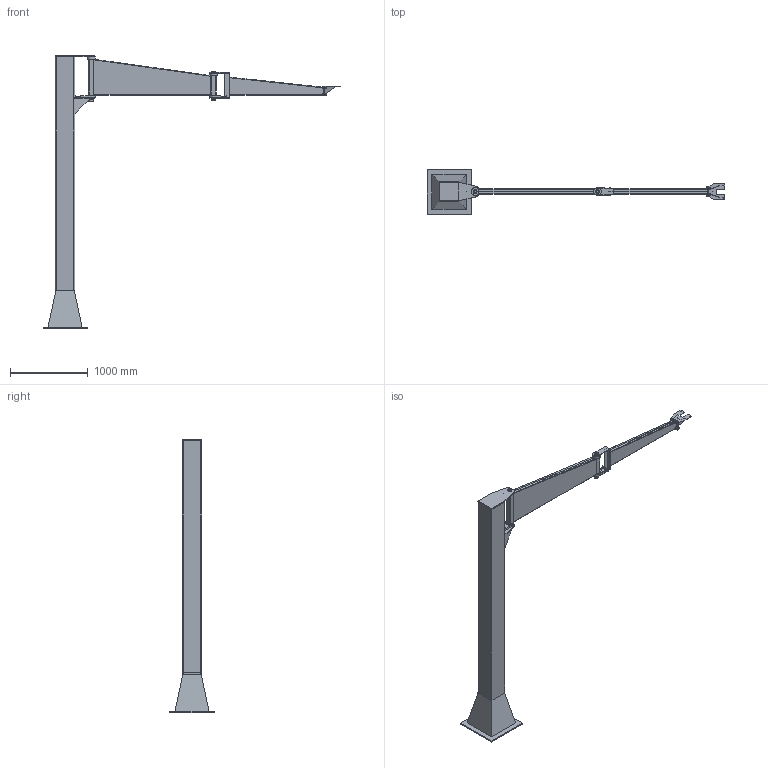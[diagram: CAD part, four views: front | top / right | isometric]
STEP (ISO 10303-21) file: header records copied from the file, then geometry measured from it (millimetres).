
FILE_DESCRIPTION(('STEP AP214'),'1');
FILE_NAME('Hymer PKH 125-3.stp','2018-02-07T08:45:09',(' '),(' '),'Spatial InterOp 3D',' ',' ');
FILE_SCHEMA(('automotive_design'));
Length unit declared in the file: millimetre
Products named in the file (79): Innre Kn_ckarm 125/3; Lagerbox III; KKR 70x70, T=5, L=460; KKR 70x70, T=5, L = 250; Hymer 125kg 3m; Axel Kn_ckarm; Axelkant III / IV; Axel III / IV; Distansbricka III / IV; Hylsa III / IV; Bultf_rband M8x65; DIN_985 M8; M6S M8x65; Yttre Kn_ckarm 125/3; Öra, Plattjärn 80x8, L=250; Plattjärn 80x8, L=315; Plattjärn 60x5, L=315; Plattjärn 50x5, L=30; Armprofil 2 125/3; Fästplatta; F_ste Typ 1; Part124; Part123; Part119; Bolt Assembly; M6S M12x40; DIN_985 M12; Bultf_rband M12x40; Broms III; Bromsback III; Gängstång M10x110; M6M M10; Tryckfjäder Ø14/10,5, L=55; PMH Pelarsvangkran Hymer 125-3; P0004-001; Förstärkningsplåt IV; Undre Fästöra IV; Övre Fästöra IV; Axelkant; Axel ...
Assembly tree (83 placements, depth 6):
  PMH Pelarsvangkran Hymer 125-3
    Hymer 125kg 3m
      Innre Kn_ckarm 125/3
        Lagerbox III  x2
        (unnamed)
        KKR 70x70, T=5, L=460
        (unnamed)
        (unnamed)
        Lagerbox III
        KKR 70x70, T=5, L = 250
      Axel Kn_ckarm
        Axelkant III / IV
        Axel III / IV
        Distansbricka III / IV
        Hylsa III / IV
        Bultf_rband M8x65
          DIN_985 M8
          M6S M8x65
      Yttre Kn_ckarm 125/3
        Öra, Plattjärn 80x8, L=250
        Öra, Plattjärn 80x8, L=250
        Plattjärn 80x8, L=315
        Plattjärn 60x5, L=315
        Plattjärn 50x5, L=30
        (unnamed)
        Armprofil 2 125/3
        (unnamed)
        Fästplatta
      F_ste Typ 1
        Part124
        Part123
        Part119
        (unnamed)
      Bultf_rband M12x40
        Bolt Assembly  x4
          M6S M12x40
          DIN_985 M12
      Broms III
        Bromsback III
        Bolt Assembly
          Gängstång M10x110
          M6M M10  x2
          Tryckfjäder Ø14/10,5, L=55
        Bolt Assembly
          Gängstång M10x110
          M6M M10
          M6M M10
          Tryckfjäder Ø14/10,5, L=55
    P0004-001
      Förstärkningsplåt IV
      Förstärkningsplåt IV
      Undre Fästöra IV
      Övre Fästöra IV
      Axel III / IV
        Axelkant
        Axel
        Distansbricka III / IV
        Hylsa
        Bultf_rband M8
          DIN_985 M8
Bounding box: 3823 x 565 x 3515 mm (x, y, z)
Volume: 261737786.6 mm3; surface area: 9757932.4 mm2
Topology: 67 solids, 67 shells, 763 faces, 1668 edges, 1043 vertices
Faces by surface type: plane 414, cone 206, cylinder 131, bspline 12
Full cylindrical faces by diameter (mm): 4.5 x2, 7 x2, 7.28 x2, 8 x4, 9 x6, 9.7 x2, 10 x13, 10.5 x2, 10.92 x4, 11 x2, 12 x16, 13 x2, 19 x4, 35 x6, 35.5 x4, 36 x2, 50 x6, 100 x4
Entity records: 35660 total; most frequent: CARTESIAN_POINT 16486, DIRECTION 2696, ORIENTED_EDGE 2410, EDGE_CURVE 1205, AXIS2_PLACEMENT_3D 1053, VERTEX_POINT 821, EDGE_LOOP 800, FACE_OUTER_BOUND 694
